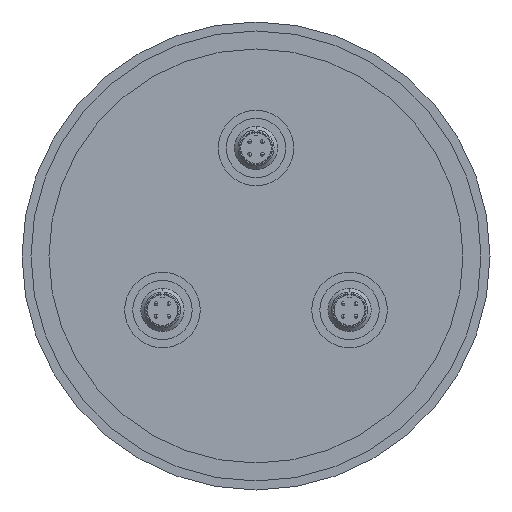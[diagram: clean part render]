
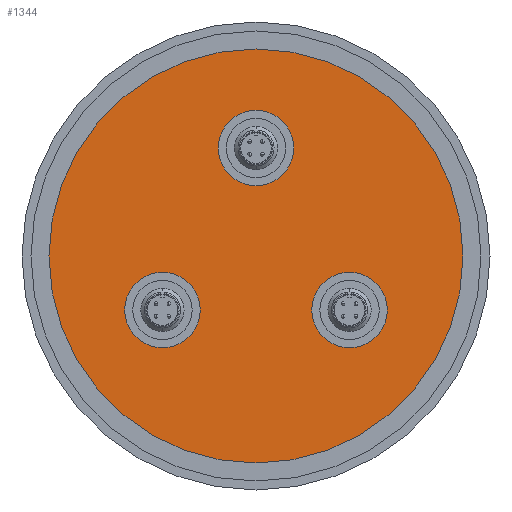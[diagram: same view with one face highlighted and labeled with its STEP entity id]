
A CAD part, front view. The second image highlights one B-rep face of the part: STEP entity #1344.
In plain terms, the highlighted planar face has unit normal (0, -1, 0).
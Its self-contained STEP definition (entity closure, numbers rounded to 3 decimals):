
#30 = ORIENTED_EDGE ( 'NONE', *, *, #2300, .T. ) ;
#67 = ORIENTED_EDGE ( 'NONE', *, *, #3525, .F. ) ;
#94 = FACE_BOUND ( 'NONE', #1898, .T. ) ;
#116 = CARTESIAN_POINT ( 'NONE',  ( 0., -12., -57.5 ) ) ;
#172 = DIRECTION ( 'NONE',  ( 0., 0., -1. ) ) ;
#231 = AXIS2_PLACEMENT_3D ( 'NONE', #1136, #3119, #1418 ) ;
#239 = DIRECTION ( 'NONE',  ( 0., 0., -1. ) ) ;
#273 = CARTESIAN_POINT ( 'NONE',  ( -25.981, -12., -15. ) ) ;
#365 = EDGE_LOOP ( 'NONE', ( #1178, #2664 ) ) ;
#371 = ORIENTED_EDGE ( 'NONE', *, *, #1528, .T. ) ;
#391 = CARTESIAN_POINT ( 'NONE',  ( 0., -12., 0. ) ) ;
#413 = VERTEX_POINT ( 'NONE', #2942 ) ;
#465 = AXIS2_PLACEMENT_3D ( 'NONE', #1583, #1860, #172 ) ;
#549 = DIRECTION ( 'NONE',  ( 0., 0., -1. ) ) ;
#601 = ORIENTED_EDGE ( 'NONE', *, *, #2127, .F. ) ;
#676 = DIRECTION ( 'NONE',  ( 0., 0., -1. ) ) ;
#704 = DIRECTION ( 'NONE',  ( 0., -1., 0. ) ) ;
#818 = VERTEX_POINT ( 'NONE', #1047 ) ;
#829 = CARTESIAN_POINT ( 'NONE',  ( -25.981, -12., -25.5 ) ) ;
#870 = EDGE_CURVE ( 'NONE', #947, #1978, #2166, .T. ) ;
#933 = AXIS2_PLACEMENT_3D ( 'NONE', #391, #2361, #676 ) ;
#937 = CIRCLE ( 'NONE', #1535, 10.5 ) ;
#947 = VERTEX_POINT ( 'NONE', #829 ) ;
#953 = VERTEX_POINT ( 'NONE', #2519 ) ;
#963 = EDGE_CURVE ( 'NONE', #1353, #413, #2973, .T. ) ;
#964 = CARTESIAN_POINT ( 'NONE',  ( 0., -12., 30. ) ) ;
#1009 = PLANE ( 'NONE',  #465 ) ;
#1047 = CARTESIAN_POINT ( 'NONE',  ( 25.981, -12., -4.5 ) ) ;
#1113 = ORIENTED_EDGE ( 'NONE', *, *, #870, .F. ) ;
#1136 = CARTESIAN_POINT ( 'NONE',  ( 0., -12., 30. ) ) ;
#1178 = ORIENTED_EDGE ( 'NONE', *, *, #1695, .F. ) ;
#1249 = DIRECTION ( 'NONE',  ( 0., 0., -1. ) ) ;
#1331 = DIRECTION ( 'NONE',  ( 0., -1., 0. ) ) ;
#1344 = ADVANCED_FACE ( 'NONE', ( #3415, #3326, #94, #3499 ), #1009, .T. ) ;
#1353 = VERTEX_POINT ( 'NONE', #2415 ) ;
#1402 = AXIS2_PLACEMENT_3D ( 'NONE', #964, #2946, #1249 ) ;
#1408 = CARTESIAN_POINT ( 'NONE',  ( 25.981, -12., -15. ) ) ;
#1418 = DIRECTION ( 'NONE',  ( 0., 0., -1. ) ) ;
#1528 = EDGE_CURVE ( 'NONE', #3518, #953, #2656, .T. ) ;
#1535 = AXIS2_PLACEMENT_3D ( 'NONE', #3035, #1331, #3321 ) ;
#1583 = CARTESIAN_POINT ( 'NONE',  ( 0., -12., -57.5 ) ) ;
#1586 = AXIS2_PLACEMENT_3D ( 'NONE', #273, #2239, #549 ) ;
#1641 = CIRCLE ( 'NONE', #1402, 10.5 ) ;
#1651 = CIRCLE ( 'NONE', #2709, 10.5 ) ;
#1660 = EDGE_LOOP ( 'NONE', ( #371, #30 ) ) ;
#1689 = DIRECTION ( 'NONE',  ( 0., 0., -1. ) ) ;
#1695 = EDGE_CURVE ( 'NONE', #3021, #818, #937, .T. ) ;
#1704 = ORIENTED_EDGE ( 'NONE', *, *, #963, .F. ) ;
#1860 = DIRECTION ( 'NONE',  ( 0., -1., 0. ) ) ;
#1898 = EDGE_LOOP ( 'NONE', ( #67, #1704 ) ) ;
#1923 = DIRECTION ( 'NONE',  ( 0., -1., 0. ) ) ;
#1978 = VERTEX_POINT ( 'NONE', #2648 ) ;
#2127 = EDGE_CURVE ( 'NONE', #1978, #947, #3457, .T. ) ;
#2138 = EDGE_CURVE ( 'NONE', #818, #3021, #1651, .T. ) ;
#2166 = CIRCLE ( 'NONE', #3524, 10.5 ) ;
#2239 = DIRECTION ( 'NONE',  ( 0., -1., 0. ) ) ;
#2273 = EDGE_LOOP ( 'NONE', ( #1113, #601 ) ) ;
#2300 = EDGE_CURVE ( 'NONE', #953, #3518, #3287, .T. ) ;
#2361 = DIRECTION ( 'NONE',  ( 0., -1., 0. ) ) ;
#2388 = CARTESIAN_POINT ( 'NONE',  ( 0., -12., 0. ) ) ;
#2415 = CARTESIAN_POINT ( 'NONE',  ( 0., -12., 40.5 ) ) ;
#2519 = CARTESIAN_POINT ( 'NONE',  ( 0., -12., 57.5 ) ) ;
#2648 = CARTESIAN_POINT ( 'NONE',  ( -25.981, -12., -4.5 ) ) ;
#2656 = CIRCLE ( 'NONE', #3131, 57.5 ) ;
#2664 = ORIENTED_EDGE ( 'NONE', *, *, #2138, .F. ) ;
#2680 = DIRECTION ( 'NONE',  ( 0., 0., -1. ) ) ;
#2709 = AXIS2_PLACEMENT_3D ( 'NONE', #1408, #3396, #1689 ) ;
#2942 = CARTESIAN_POINT ( 'NONE',  ( 0., -12., 19.5 ) ) ;
#2946 = DIRECTION ( 'NONE',  ( 0., -1., 0. ) ) ;
#2973 = CIRCLE ( 'NONE', #231, 10.5 ) ;
#3021 = VERTEX_POINT ( 'NONE', #3197 ) ;
#3035 = CARTESIAN_POINT ( 'NONE',  ( 25.981, -12., -15. ) ) ;
#3119 = DIRECTION ( 'NONE',  ( 0., -1., 0. ) ) ;
#3131 = AXIS2_PLACEMENT_3D ( 'NONE', #2388, #704, #2680 ) ;
#3197 = CARTESIAN_POINT ( 'NONE',  ( 25.981, -12., -25.5 ) ) ;
#3287 = CIRCLE ( 'NONE', #933, 57.5 ) ;
#3321 = DIRECTION ( 'NONE',  ( 0., 0., -1. ) ) ;
#3326 = FACE_BOUND ( 'NONE', #2273, .T. ) ;
#3396 = DIRECTION ( 'NONE',  ( 0., -1., 0. ) ) ;
#3415 = FACE_BOUND ( 'NONE', #365, .T. ) ;
#3457 = CIRCLE ( 'NONE', #1586, 10.5 ) ;
#3499 = FACE_OUTER_BOUND ( 'NONE', #1660, .T. ) ;
#3518 = VERTEX_POINT ( 'NONE', #116 ) ;
#3524 = AXIS2_PLACEMENT_3D ( 'NONE', #3619, #1923, #239 ) ;
#3525 = EDGE_CURVE ( 'NONE', #413, #1353, #1641, .T. ) ;
#3619 = CARTESIAN_POINT ( 'NONE',  ( -25.981, -12., -15. ) ) ;
